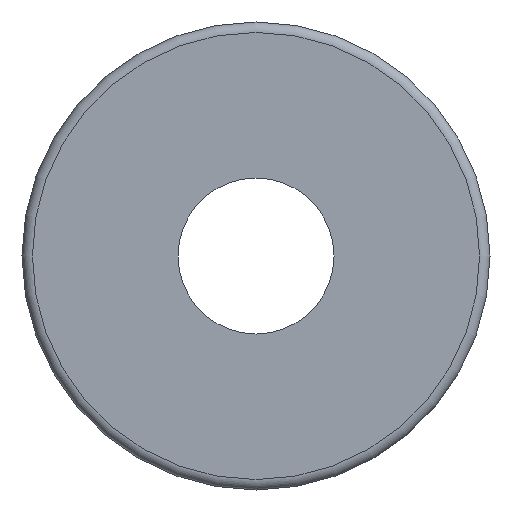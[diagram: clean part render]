
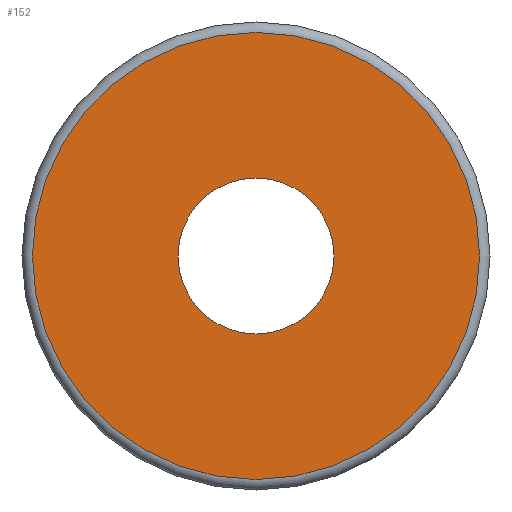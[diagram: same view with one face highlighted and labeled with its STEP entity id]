
A CAD part, front view. The second image highlights one B-rep face of the part: STEP entity #152.
In plain terms, the highlighted planar face has unit normal (0, -1, 0).
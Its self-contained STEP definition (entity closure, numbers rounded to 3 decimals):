
#29=PLANE('',#182);
#34=ORIENTED_EDGE('',*,*,#60,.T.);
#35=ORIENTED_EDGE('',*,*,#61,.F.);
#60=EDGE_CURVE('',#73,#73,#86,.T.);
#61=EDGE_CURVE('',#74,#74,#87,.T.);
#73=VERTEX_POINT('',#269);
#74=VERTEX_POINT('',#271);
#86=CIRCLE('',#183,21.5);
#87=CIRCLE('',#184,7.5);
#99=EDGE_LOOP('',(#34));
#100=EDGE_LOOP('',(#35));
#125=FACE_BOUND('',#99,.T.);
#126=FACE_BOUND('',#100,.T.);
#152=ADVANCED_FACE('',(#125,#126),#29,.T.);
#182=AXIS2_PLACEMENT_3D('',#267,#216,#217);
#183=AXIS2_PLACEMENT_3D('',#268,#218,#219);
#184=AXIS2_PLACEMENT_3D('',#270,#220,#221);
#216=DIRECTION('',(0.,-1.,0.));
#217=DIRECTION('',(0.,0.,-1.));
#218=DIRECTION('',(0.,-1.,0.));
#219=DIRECTION('',(0.,0.,-1.));
#220=DIRECTION('',(0.,-1.,0.));
#221=DIRECTION('',(0.,0.,-1.));
#267=CARTESIAN_POINT('',(0.,-55.,0.));
#268=CARTESIAN_POINT('',(0.,-55.,0.));
#269=CARTESIAN_POINT('',(0.,-55.,-21.5));
#270=CARTESIAN_POINT('',(0.,-55.,0.));
#271=CARTESIAN_POINT('',(0.,-55.,-7.5));
